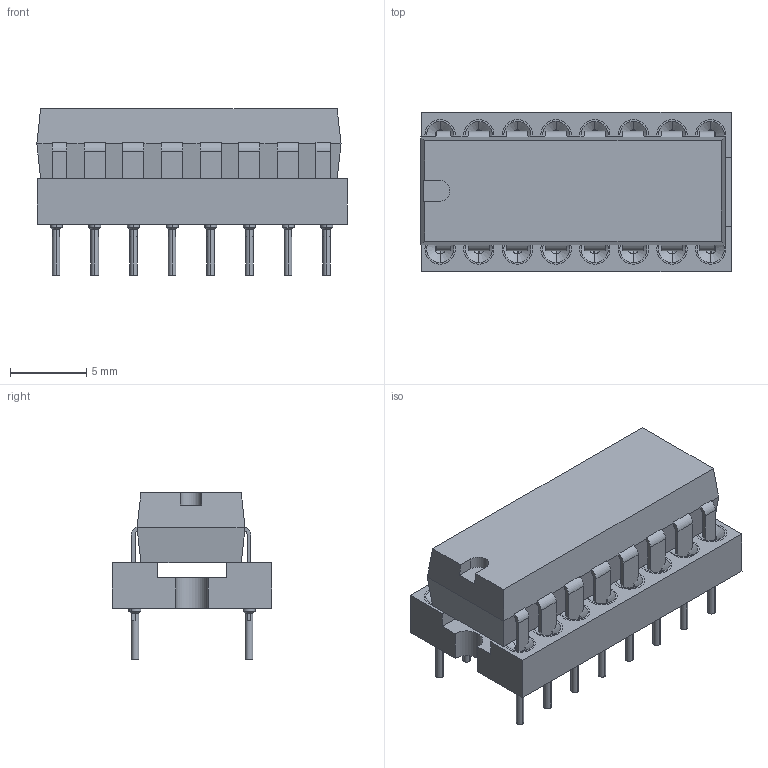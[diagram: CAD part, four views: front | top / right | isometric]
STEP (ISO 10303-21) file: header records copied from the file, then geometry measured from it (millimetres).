
FILE_DESCRIPTION (( 'STEP AP214' ), '1' );
FILE_NAME ('User Library-DIP 16 _ socket 214_V3.STEP', '2022-01-05T18:06:05', ( '' ), ( '' ), 'SwSTEP 2.0', 'SolidWorks 2018', '' );
FILE_SCHEMA (( 'AUTOMOTIVE_DESIGN' ));
Length unit declared in the file: inch
Products named in the file (21): DIP16 socket58.STEP.STEP; DIP16 socket55.STEP.STEP; DIP16 socket62.STEP.STEP; DIP16 socket54.STEP.STEP; User Library-DIP 16 _ socket 214_V3; DIP16 socket59.STEP.STEP; DIP16 socket57.STEP.STEP; DIP16 socket53.STEP.STEP; DIP16 socket61.STEP.STEP; DIP16 socket64.STEP.STEP; DIP16 socket68.STEP.STEP; DIP16 socket52.STEP.STEP; DIP16 socket66.STEP.STEP; User Library-DIP 16 _ socket 214_V2.STEP; DIP16 socket67.STEP.STEP; DIP16 socket60.STEP.STEP; DIP16 socket65.STEP.STEP; DIP 16 IC4.STEP.STEP; User Library-DIP 16 _ socket 214.STEP.STEP; DIP16 socket63.STEP.STEP; DIP16 socket56.STEP.STEP
Assembly tree (20 placements, depth 4):
  User Library-DIP 16 _ socket 214_V3
    User Library-DIP 16 _ socket 214_V2.STEP
      User Library-DIP 16 _ socket 214.STEP.STEP
        DIP16 socket62.STEP.STEP
        DIP16 socket60.STEP.STEP
        DIP16 socket68.STEP.STEP
        DIP16 socket53.STEP.STEP
        DIP16 socket54.STEP.STEP
        DIP16 socket67.STEP.STEP
        DIP16 socket57.STEP.STEP
        DIP16 socket66.STEP.STEP
        DIP16 socket52.STEP.STEP
        DIP16 socket59.STEP.STEP
        DIP 16 IC4.STEP.STEP
        DIP16 socket55.STEP.STEP
        DIP16 socket58.STEP.STEP
        DIP16 socket63.STEP.STEP
        DIP16 socket61.STEP.STEP
        DIP16 socket56.STEP.STEP
        DIP16 socket65.STEP.STEP
        DIP16 socket64.STEP.STEP
Bounding box: 20.41 x 10.5 x 10.94 mm (x, y, z)
Volume: 930 mm3; surface area: 1931.8 mm2
Topology: 18 solids, 18 shells, 516 faces, 1282 edges, 784 vertices
Faces by surface type: plane 226, cylinder 162, cone 112, bspline 16
Entity records: 17552 total; most frequent: CARTESIAN_POINT 2771, DIRECTION 2688, ORIENTED_EDGE 2500, EDGE_CURVE 1250, AXIS2_PLACEMENT_3D 913, VECTOR 862, LINE 862, VERTEX_POINT 784
